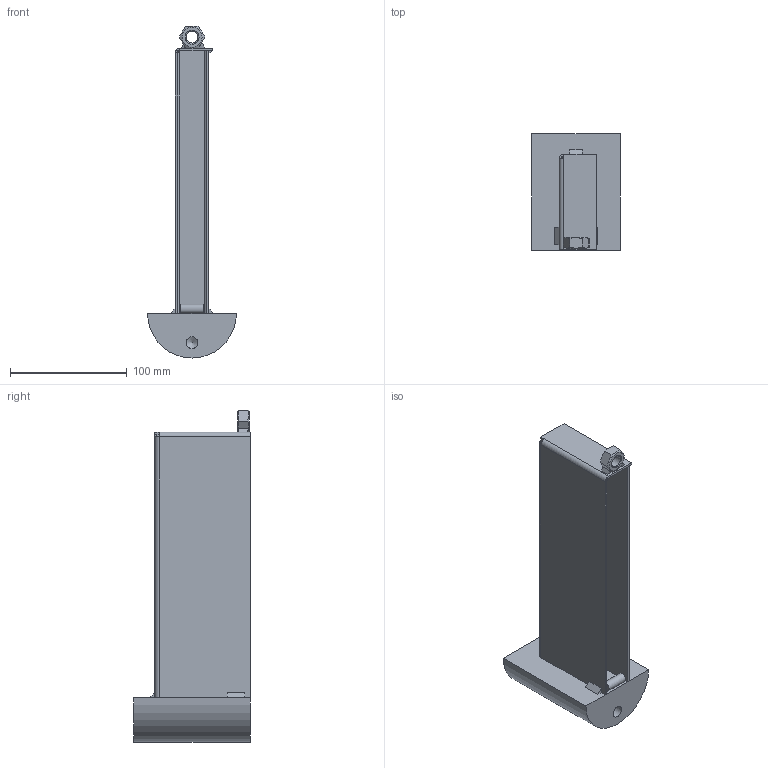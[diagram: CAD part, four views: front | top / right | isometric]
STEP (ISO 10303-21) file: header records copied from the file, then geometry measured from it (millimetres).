
FILE_DESCRIPTION(/* description */ (''),/* implementation_level */ '2;1');
FILE_NAME(/* name */ 'SF 225 B-B Beam-Beam unit.stp',/* time_stamp */ '2016-06-21T19:19:41+02:00',/* author */ ('OEM'),/* organization */ (''),/* preprocessor_version */ 'ST-DEVELOPER v15.2',/* originating_system */ 'Autodesk Inventor 2014',/* authorisation */ '');
FILE_SCHEMA (('CONFIG_CONTROL_DESIGN'));
Length unit declared in the file: millimetre
Products named in the file (6): SF 225 B-B_Welds; SF 225-1 U-channel; B 300-2 Half round steel; SF 300-5 Round steel; Nut M12 DIN 934 - M12 x 1,75; SF 225 B-B
Bounding box: 76 x 100 x 284 mm (x, y, z)
Volume: 311003.3 mm3; surface area: 121464.7 mm2
Topology: 12 solids, 12 shells, 103 faces, 202 edges, 123 vertices
Faces by surface type: plane 79, cylinder 13, cone 7, bspline 4
Full cylindrical faces by diameter (mm): 8 x1, 10.106 x4
Entity records: 13448 total; most frequent: CARTESIAN_POINT 11341, DIRECTION 412, ORIENTED_EDGE 372, EDGE_CURVE 186, AXIS2_PLACEMENT_3D 142, LINE 128, VECTOR 128, VERTEX_POINT 119
